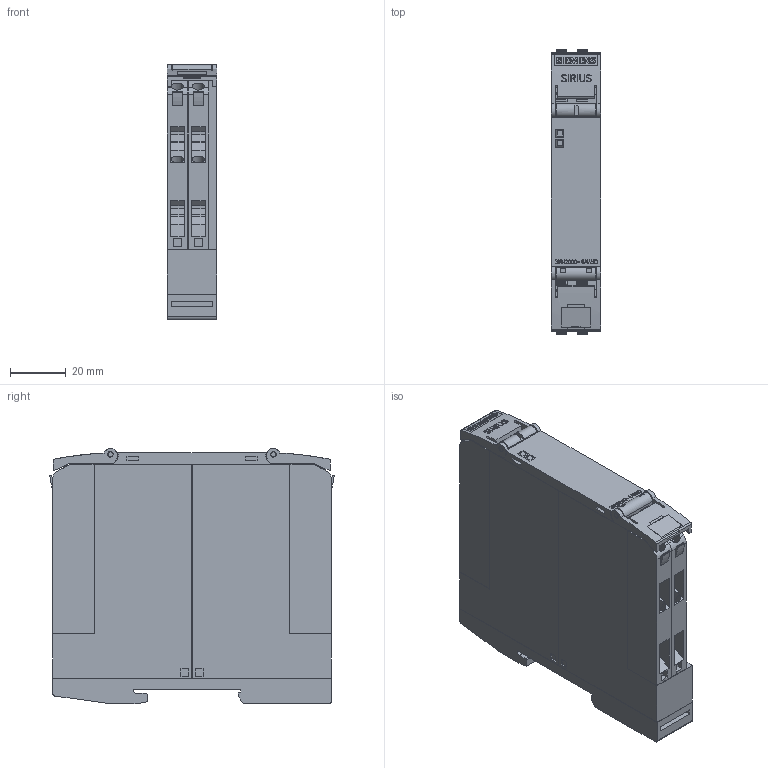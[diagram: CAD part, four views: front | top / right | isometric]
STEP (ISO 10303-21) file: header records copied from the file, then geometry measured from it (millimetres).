
FILE_DESCRIPTION(('STEP AP214'),'1');
FILE_NAME('cctmp_423E30AE-E92D-4B0B-A783-A4DC465D046D_2023_07_21_09_45_48_0011..stp','2023-07-21T07:45:50',('SIEMENS A&D'),('CADClick - www.CADClick.com'),'Spatial InterOp 3D postprocessed',' ','unknown authorization');
FILE_SCHEMA(('AUTOMOTIVE_DESIGN'));
Length unit declared in the file: millimetre
Products named in the file (1): 2023_07_21_09_45_47_0926
Bounding box: 17.85 x 101.9 x 91.42 mm (x, y, z)
Volume: 140400.8 mm3; surface area: 43317.1 mm2
Topology: 1 solids, 1 shells, 1376 faces, 3829 edges, 2542 vertices
Faces by surface type: plane 1105, cylinder 231, cone 24, torus 16
Entity records: 74241 total; most frequent: CARTESIAN_POINT 8822, STYLED_ITEM 7744, PRESENTATION_STYLE_ASSIGNMENT 7744, ORIENTED_EDGE 7650, DIRECTION 7102, EDGE_CURVE 3825, CURVE_STYLE 3825, DRAUGHTING_PRE_DEFINED_CURVE_FONT 3825
